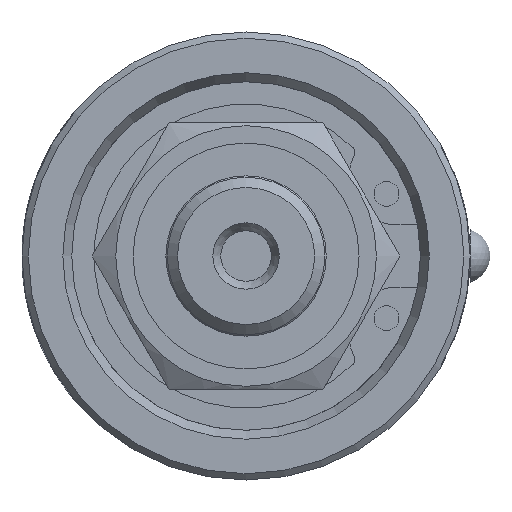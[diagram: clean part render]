
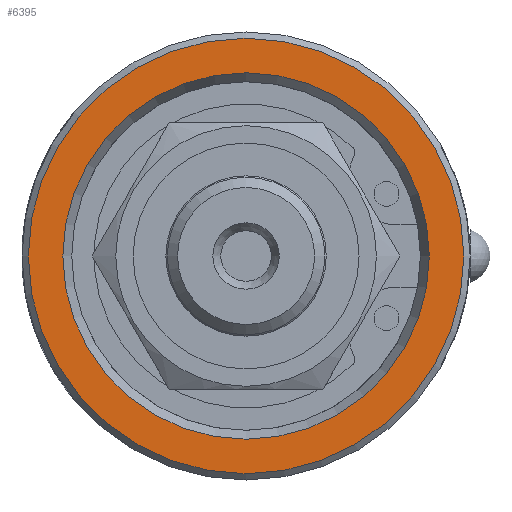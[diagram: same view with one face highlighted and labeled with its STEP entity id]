
A CAD part, left-side view. The second image highlights one B-rep face of the part: STEP entity #6395.
In plain terms, the highlighted planar face has unit normal (-1, 0, 0).
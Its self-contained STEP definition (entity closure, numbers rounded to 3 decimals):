
#61=FACE_BOUND('',#2214,.T.);
#1818=FACE_OUTER_BOUND('',#2213,.T.);
#2213=EDGE_LOOP('',(#5730));
#2214=EDGE_LOOP('',(#5731,#5732));
#2420=CIRCLE('',#6769,11.6);
#2421=CIRCLE('',#6770,11.6);
#2432=CIRCLE('',#6785,13.785);
#3042=VERTEX_POINT('',#55087);
#3043=VERTEX_POINT('',#55089);
#3055=VERTEX_POINT('',#55120);
#3950=EDGE_CURVE('',#3043,#3042,#2420,.T.);
#3951=EDGE_CURVE('',#3042,#3043,#2421,.T.);
#3965=EDGE_CURVE('',#3055,#3055,#2432,.T.);
#5730=ORIENTED_EDGE('',*,*,#3965,.F.);
#5731=ORIENTED_EDGE('',*,*,#3950,.T.);
#5732=ORIENTED_EDGE('',*,*,#3951,.T.);
#6068=PLANE('',#6784);
#6395=ADVANCED_FACE('',(#1818,#61),#6068,.T.);
#6769=AXIS2_PLACEMENT_3D('',#55090,#7799,#7800);
#6770=AXIS2_PLACEMENT_3D('',#55091,#7801,#7802);
#6784=AXIS2_PLACEMENT_3D('',#55119,#7832,#7833);
#6785=AXIS2_PLACEMENT_3D('',#55121,#7834,#7835);
#7799=DIRECTION('center_axis',(1.,0.,0.));
#7800=DIRECTION('ref_axis',(0.,1.,0.));
#7801=DIRECTION('center_axis',(1.,0.,0.));
#7802=DIRECTION('ref_axis',(0.,1.,0.));
#7832=DIRECTION('center_axis',(-1.,0.,0.));
#7833=DIRECTION('ref_axis',(0.,0.,1.));
#7834=DIRECTION('center_axis',(1.,0.,0.));
#7835=DIRECTION('ref_axis',(0.,-1.,0.));
#55087=CARTESIAN_POINT('',(0.,-11.6,0.));
#55089=CARTESIAN_POINT('',(0.,11.6,0.));
#55090=CARTESIAN_POINT('Origin',(0.,0.,0.));
#55091=CARTESIAN_POINT('Origin',(0.,0.,0.));
#55119=CARTESIAN_POINT('Origin',(0.,7.093,0.));
#55120=CARTESIAN_POINT('',(0.,13.785,0.));
#55121=CARTESIAN_POINT('Origin',(0.,0.,0.));
